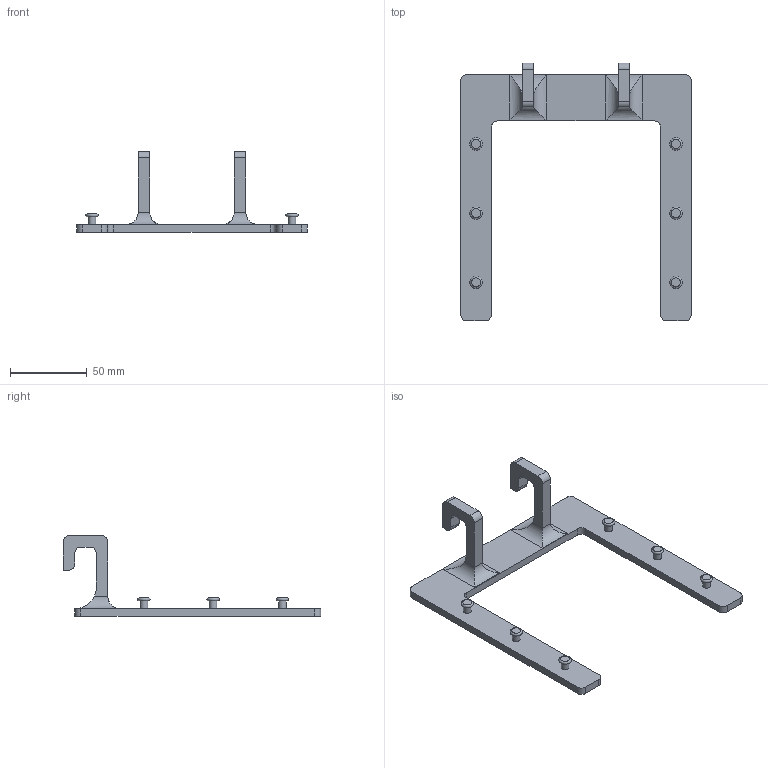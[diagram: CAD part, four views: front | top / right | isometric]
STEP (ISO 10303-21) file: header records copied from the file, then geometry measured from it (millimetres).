
FILE_DESCRIPTION(/* description */ (''),/* implementation_level */ '2;1');
FILE_NAME(/* name */ 'Sink v4.step',/* time_stamp */ '2024-11-09T13:45:40+01:00',/* author */ (''),/* organization */ (''),/* preprocessor_version */ 'ST-DEVELOPER v20',/* originating_system */ 'Autodesk Translation Framework v13.20.0.188',/* authorisation */ '');
FILE_SCHEMA (('AUTOMOTIVE_DESIGN { 1 0 10303 214 3 1 1 }'));
Length unit declared in the file: millimetre
Products named in the file (1): Sink
Bounding box: 150 x 167.5 x 52.5 mm (x, y, z)
Volume: 60841 mm3; surface area: 29490.2 mm2
Topology: 1 solids, 1 shells, 78 faces, 184 edges, 120 vertices
Faces by surface type: plane 40, cylinder 32, torus 6
Full cylindrical faces by diameter (mm): 5 x6
Entity records: 2319 total; most frequent: CARTESIAN_POINT 419, DIRECTION 412, ORIENTED_EDGE 368, EDGE_CURVE 184, AXIS2_PLACEMENT_3D 153, VERTEX_POINT 120, LINE 106, VECTOR 106
